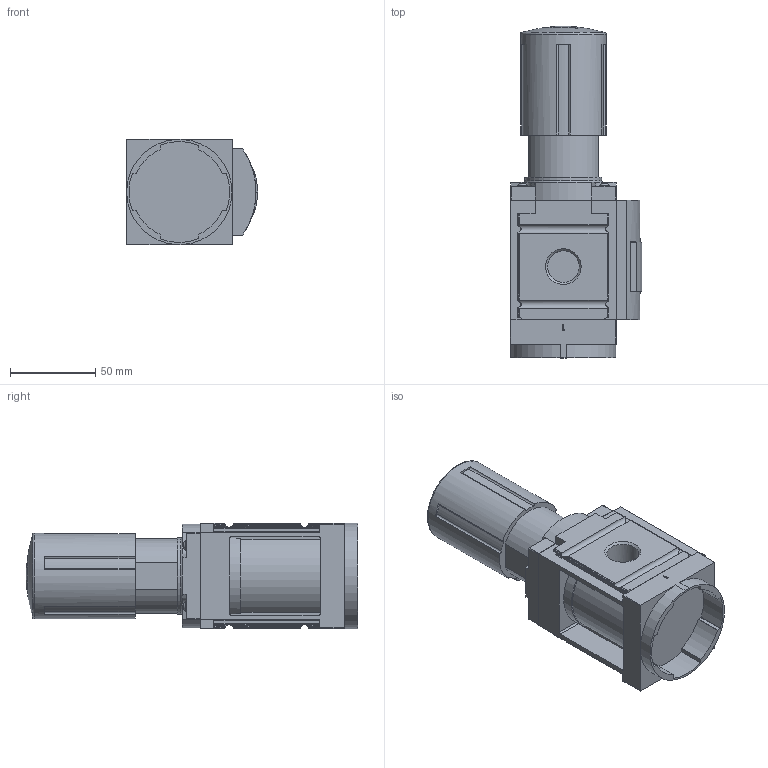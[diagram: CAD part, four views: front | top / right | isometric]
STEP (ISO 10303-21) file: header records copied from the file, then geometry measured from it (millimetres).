
FILE_DESCRIPTION(/* description */ ('STEP AP214'),/* implementation_level */ '2;1');
FILE_NAME(/* name */ '8175354_MS6-LR-1_2-D6-AG-BAR-F1A-B',/* time_stamp */ '2024-09-10T19:18:53+02:00',/* author */ ('License CC BY-ND 4.0'),/* organization */ ('CADENAS'),/* preprocessor_version */ 'ST-DEVELOPER v19.3',/* originating_system */ 'PARTsolutions',/* authorisation */ ' ');
FILE_SCHEMA (('AUTOMOTIVE_DESIGN {1 0 10303 214 3 1 1}'));
Length unit declared in the file: millimetre
Products named in the file (1): 8175354 MS6-LR-1/2-D6-AG-BAR-F1A-B---(high)
Bounding box: 76.88 x 194.73 x 62 mm (x, y, z)
Volume: 499083.2 mm3; surface area: 59232.3 mm2
Topology: 1 solids, 1 shells, 406 faces, 1127 edges, 749 vertices
Faces by surface type: plane 201, cylinder 195, torus 8, cone 2
Full cylindrical faces by diameter (mm): 6 x4, 18.631 x2, 45 x1, 50.23 x1
Entity records: 15900 total; most frequent: CARTESIAN_POINT 2558, ORIENTED_EDGE 2204, DIRECTION 2198, EDGE_CURVE 1102, AXIS2_PLACEMENT_3D 791, VERTEX_POINT 743, LINE 616, VECTOR 616
